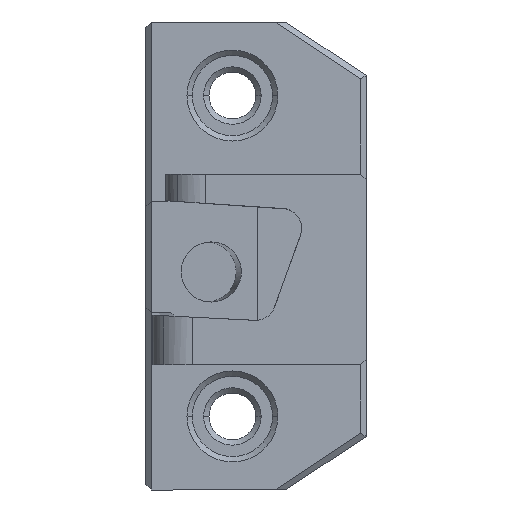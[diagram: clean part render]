
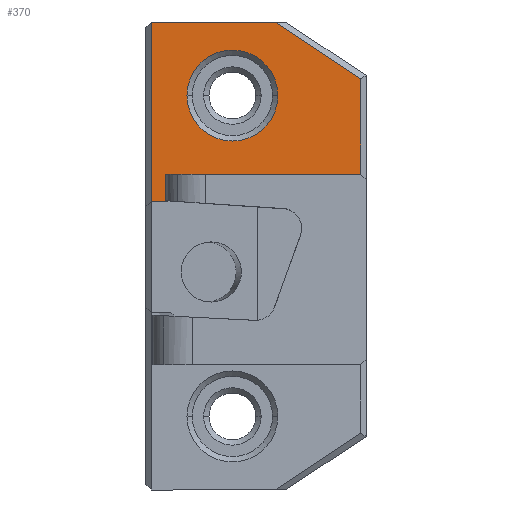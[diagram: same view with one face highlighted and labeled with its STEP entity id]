
A CAD part, left-side view. The second image highlights one B-rep face of the part: STEP entity #370.
In plain terms, the highlighted planar face has unit normal (-1, 0, 0).
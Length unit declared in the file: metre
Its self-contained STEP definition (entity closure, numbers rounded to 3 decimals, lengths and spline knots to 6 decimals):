
#370=ADVANCED_FACE('963:684',(#878,#879),#880,.T.);
#878=FACE_BOUND('',#4929,.T.);
#879=FACE_OUTER_BOUND('',#4930,.T.);
#880=PLANE('',#4931);
#4929=EDGE_LOOP('',(#7014,#7015));
#4930=EDGE_LOOP('',(#7016,#7017,#7018,#7019,#7020,#7021,#7022,#7023,#7024));
#4931=AXIS2_PLACEMENT_3D('',#7025,#7026,#7027);
#7014=ORIENTED_EDGE('',*,*,#7930,.F.);
#7015=ORIENTED_EDGE('',*,*,#8159,.F.);
#7016=ORIENTED_EDGE('',*,*,#8402,.F.);
#7017=ORIENTED_EDGE('',*,*,#8403,.F.);
#7018=ORIENTED_EDGE('',*,*,#8404,.T.);
#7019=ORIENTED_EDGE('',*,*,#8374,.F.);
#7020=ORIENTED_EDGE('',*,*,#8156,.F.);
#7021=ORIENTED_EDGE('',*,*,#8154,.T.);
#7022=ORIENTED_EDGE('',*,*,#8149,.F.);
#7023=ORIENTED_EDGE('',*,*,#8405,.F.);
#7024=ORIENTED_EDGE('',*,*,#8406,.T.);
#7025=CARTESIAN_POINT('',(-0.032091,0.013679,0.143197));
#7026=DIRECTION('',(-1.0,0.0,0.0));
#7027=DIRECTION('',(0.0,-1.0,0.0));
#7930=EDGE_CURVE('963:2421',#8752,#8748,#8754,.T.);
#8149=EDGE_CURVE('963:2586',#9148,#9135,#9149,.T.);
#8154=EDGE_CURVE('963:2583',#9156,#9135,#9157,.T.);
#8156=EDGE_CURVE('963:2562',#9156,#9159,#9160,.T.);
#8159=EDGE_CURVE('963:2421',#8748,#8752,#9164,.T.);
#8374=EDGE_CURVE('963:2412',#9159,#9490,#9491,.T.);
#8402=EDGE_CURVE('963:2487',#9535,#9536,#9537,.F.);
#8403=EDGE_CURVE('965:2610',#9538,#9535,#9539,.F.);
#8404=EDGE_CURVE('963:1104',#9538,#9490,#9540,.F.);
#8405=EDGE_CURVE('963:2589',#9541,#9148,#9542,.T.);
#8406=EDGE_CURVE('963:2472',#9541,#9536,#9543,.T.);
#8748=VERTEX_POINT('',#10111);
#8752=VERTEX_POINT('',#10116);
#8754=CIRCLE('',#10119,0.0034);
#9135=VERTEX_POINT('',#10736);
#9148=VERTEX_POINT('',#10754);
#9149=LINE('',#10755,#10756);
#9156=VERTEX_POINT('',#10767);
#9157=LINE('',#10768,#10769);
#9159=VERTEX_POINT('',#10772);
#9160=LINE('',#10773,#10774);
#9164=CIRCLE('',#10780,0.0034);
#9490=VERTEX_POINT('',#11558);
#9491=LINE('',#11559,#11560);
#9535=VERTEX_POINT('',#11630);
#9536=VERTEX_POINT('',#11631);
#9537=LINE('',#11632,#11633);
#9538=VERTEX_POINT('',#11634);
#9539=LINE('',#11635,#11636);
#9540=LINE('',#11637,#11638);
#9541=VERTEX_POINT('',#11639);
#9542=LINE('',#11640,#11641);
#9543=LINE('',#11642,#11643);
#10111=CARTESIAN_POINT('',(-0.032091,0.013392,0.278697));
#10116=CARTESIAN_POINT('',(-0.032091,0.006592,0.278697));
#10119=AXIS2_PLACEMENT_3D('',#12327,#12328,#12329);
#10736=CARTESIAN_POINT('',(-0.032091,0.016062,0.284197));
#10754=CARTESIAN_POINT('',(-0.032091,0.016062,0.270797));
#10755=CARTESIAN_POINT('',(-0.032091,0.016062,0.210347));
#10756=VECTOR('',#12614,1.0);
#10767=CARTESIAN_POINT('',(-0.032091,0.006757,0.284197));
#10768=CARTESIAN_POINT('',(-0.032091,0.010453,0.284197));
#10769=VECTOR('',#12619,1.0);
#10772=CARTESIAN_POINT('',(-0.032091,0.000392,0.279954));
#10773=CARTESIAN_POINT('',(-0.032091,-0.02365,0.263926));
#10774=VECTOR('',#12621,1.0);
#10780=AXIS2_PLACEMENT_3D('',#12624,#12625,#12626);
#11558=CARTESIAN_POINT('',(-0.032091,0.000392,0.272821));
#11559=CARTESIAN_POINT('',(-0.032091,0.000392,0.204947));
#11560=VECTOR('',#12786,1.0);
#11630=CARTESIAN_POINT('',(-0.032091,0.014462,0.272421));
#11631=CARTESIAN_POINT('',(-0.032091,0.014462,0.271197));
#11632=CARTESIAN_POINT('',(-0.032091,0.014462,0.206247));
#11633=VECTOR('',#12816,1.0);
#11634=CARTESIAN_POINT('',(-0.032091,0.014062,0.272821));
#11635=CARTESIAN_POINT('',(-0.032091,0.046472,0.240411));
#11636=VECTOR('',#12817,1.0);
#11637=CARTESIAN_POINT('',(-0.032091,0.007835,0.272821));
#11638=VECTOR('',#12818,1.0);
#11639=CARTESIAN_POINT('',(-0.032091,0.014862,0.270797));
#11640=CARTESIAN_POINT('',(-0.032091,0.014462,0.270797));
#11641=VECTOR('',#12819,1.0);
#11642=CARTESIAN_POINT('',(-0.032091,0.046366,0.239293));
#11643=VECTOR('',#12820,1.);
#12327=CARTESIAN_POINT('',(-0.032091,0.009992,0.278697));
#12328=DIRECTION('',(-1.0,0.0,0.0));
#12329=DIRECTION('',(0.0,1.0,0.0));
#12614=DIRECTION('',(0.0,0.0,1.0));
#12619=DIRECTION('',(0.0,1.0,0.));
#12621=DIRECTION('',(-0.0,-0.832,-0.555));
#12624=CARTESIAN_POINT('',(-0.032091,0.009992,0.278697));
#12625=DIRECTION('',(-1.0,0.0,0.0));
#12626=DIRECTION('',(0.0,1.0,0.0));
#12786=DIRECTION('',(0.0,0.0,-1.0));
#12816=DIRECTION('',(0.0,0.0,1.0));
#12817=DIRECTION('',(0.0,-0.707,0.707));
#12818=DIRECTION('',(0.0,1.0,0.0));
#12819=DIRECTION('',(0.0,1.0,0.0));
#12820=DIRECTION('',(0.0,-0.707,0.707));
